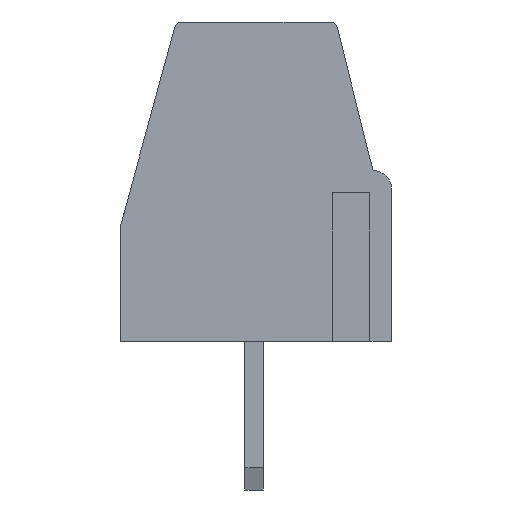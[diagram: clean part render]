
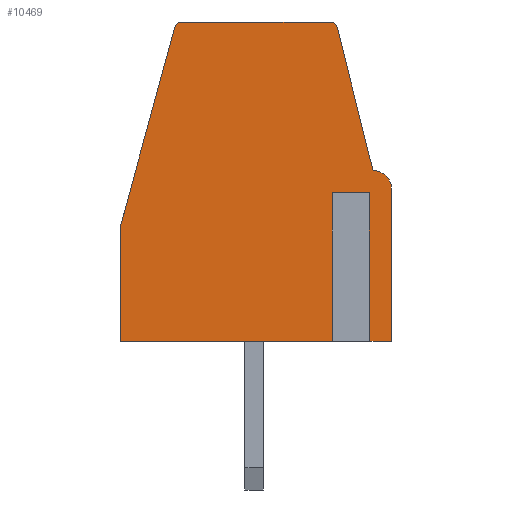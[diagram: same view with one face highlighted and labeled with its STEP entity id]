
A CAD part, front view. The second image highlights one B-rep face of the part: STEP entity #10469.
In plain terms, the highlighted planar face has unit normal (0, -1, 0).
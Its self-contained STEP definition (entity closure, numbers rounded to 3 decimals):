
#486=PLANE('',#11138);
#913=FACE_OUTER_BOUND('',#1491,.T.);
#1491=EDGE_LOOP('',(#7296,#7297,#7298,#7299,#7300,#7301,#7302,#7303,#7304,
#7305,#7306,#7307,#7308));
#2079=LINE('',#14259,#3217);
#2083=LINE('',#14267,#3221);
#2305=LINE('',#15039,#3443);
#2306=LINE('',#15041,#3444);
#2307=LINE('',#15042,#3445);
#2308=LINE('',#15044,#3446);
#2309=LINE('',#15048,#3447);
#2310=LINE('',#15052,#3448);
#2311=LINE('',#15056,#3449);
#2312=LINE('',#15057,#3450);
#3217=VECTOR('',#11821,1.);
#3221=VECTOR('',#11825,1.);
#3443=VECTOR('',#12179,1.);
#3444=VECTOR('',#12180,1.);
#3445=VECTOR('',#12181,1.);
#3446=VECTOR('',#12182,1.);
#3447=VECTOR('',#12185,1.);
#3448=VECTOR('',#12188,1.);
#3449=VECTOR('',#12191,1.);
#3450=VECTOR('',#12192,1.);
#4386=CIRCLE('',#11139,0.5);
#4387=CIRCLE('',#11140,0.2);
#4388=CIRCLE('',#11141,0.2);
#4493=VERTEX_POINT('',#14256);
#4494=VERTEX_POINT('',#14258);
#4497=VERTEX_POINT('',#14264);
#4498=VERTEX_POINT('',#14266);
#4724=VERTEX_POINT('',#15038);
#4725=VERTEX_POINT('',#15040);
#4726=VERTEX_POINT('',#15043);
#4727=VERTEX_POINT('',#15045);
#4728=VERTEX_POINT('',#15047);
#4729=VERTEX_POINT('',#15049);
#4730=VERTEX_POINT('',#15051);
#4731=VERTEX_POINT('',#15053);
#4732=VERTEX_POINT('',#15055);
#5485=EDGE_CURVE('',#4494,#4493,#2079,.T.);
#5489=EDGE_CURVE('',#4498,#4497,#2083,.T.);
#5756=EDGE_CURVE('',#4724,#4497,#2305,.T.);
#5757=EDGE_CURVE('',#4724,#4725,#2306,.T.);
#5758=EDGE_CURVE('',#4725,#4494,#2307,.T.);
#5759=EDGE_CURVE('',#4726,#4493,#2308,.T.);
#5760=EDGE_CURVE('',#4726,#4727,#4386,.T.);
#5761=EDGE_CURVE('',#4728,#4727,#2309,.T.);
#5762=EDGE_CURVE('',#4728,#4729,#4387,.T.);
#5763=EDGE_CURVE('',#4730,#4729,#2310,.T.);
#5764=EDGE_CURVE('',#4730,#4731,#4388,.T.);
#5765=EDGE_CURVE('',#4732,#4731,#2311,.T.);
#5766=EDGE_CURVE('',#4732,#4498,#2312,.T.);
#7296=ORIENTED_EDGE('',*,*,#5756,.F.);
#7297=ORIENTED_EDGE('',*,*,#5757,.T.);
#7298=ORIENTED_EDGE('',*,*,#5758,.T.);
#7299=ORIENTED_EDGE('',*,*,#5485,.T.);
#7300=ORIENTED_EDGE('',*,*,#5759,.F.);
#7301=ORIENTED_EDGE('',*,*,#5760,.T.);
#7302=ORIENTED_EDGE('',*,*,#5761,.F.);
#7303=ORIENTED_EDGE('',*,*,#5762,.T.);
#7304=ORIENTED_EDGE('',*,*,#5763,.F.);
#7305=ORIENTED_EDGE('',*,*,#5764,.T.);
#7306=ORIENTED_EDGE('',*,*,#5765,.F.);
#7307=ORIENTED_EDGE('',*,*,#5766,.T.);
#7308=ORIENTED_EDGE('',*,*,#5489,.T.);
#10469=ADVANCED_FACE('',(#913),#486,.F.);
#11138=AXIS2_PLACEMENT_3D('',#15037,#12177,#12178);
#11139=AXIS2_PLACEMENT_3D('',#15046,#12183,#12184);
#11140=AXIS2_PLACEMENT_3D('',#15050,#12186,#12187);
#11141=AXIS2_PLACEMENT_3D('',#15054,#12189,#12190);
#11821=DIRECTION('',(1.,0.,0.));
#11825=DIRECTION('',(1.,0.,0.));
#12177=DIRECTION('center_axis',(0.,1.,0.));
#12178=DIRECTION('ref_axis',(0.,0.,-1.));
#12179=DIRECTION('',(0.,0.,-1.));
#12180=DIRECTION('',(1.,0.,0.));
#12181=DIRECTION('',(0.,0.,-1.));
#12182=DIRECTION('',(0.,0.,-1.));
#12183=DIRECTION('center_axis',(0.,-1.,0.));
#12184=DIRECTION('ref_axis',(0.,0.,-1.));
#12185=DIRECTION('',(0.243,0.,-0.97));
#12186=DIRECTION('center_axis',(0.,-1.,0.));
#12187=DIRECTION('ref_axis',(0.,0.,-1.));
#12188=DIRECTION('',(1.,0.,0.));
#12189=DIRECTION('center_axis',(0.,-1.,0.));
#12190=DIRECTION('ref_axis',(0.,0.,-1.));
#12191=DIRECTION('',(0.263,0.,0.965));
#12192=DIRECTION('',(0.,0.,-1.));
#14256=CARTESIAN_POINT('',(3.7,-11.43,0.));
#14258=CARTESIAN_POINT('',(2.867,-11.43,0.));
#14259=CARTESIAN_POINT('',(-3.6,-11.43,0.));
#14264=CARTESIAN_POINT('',(2.333,-11.43,0.));
#14266=CARTESIAN_POINT('',(-3.6,-11.43,0.));
#14267=CARTESIAN_POINT('',(-3.6,-11.43,0.));
#15037=CARTESIAN_POINT('Origin',(-3.6,-11.43,8.6));
#15038=CARTESIAN_POINT('',(2.333,-11.43,4.));
#15039=CARTESIAN_POINT('',(2.333,-11.43,4.));
#15040=CARTESIAN_POINT('',(2.867,-11.43,4.));
#15041=CARTESIAN_POINT('',(2.867,-11.43,4.));
#15042=CARTESIAN_POINT('',(2.867,-11.43,4.));
#15043=CARTESIAN_POINT('',(3.7,-11.43,4.1));
#15044=CARTESIAN_POINT('',(3.7,-11.43,8.6));
#15045=CARTESIAN_POINT('',(3.2,-11.43,4.6));
#15046=CARTESIAN_POINT('Origin',(3.2,-11.43,4.1));
#15047=CARTESIAN_POINT('',(2.238,-11.43,8.449));
#15048=CARTESIAN_POINT('',(2.2,-11.43,8.6));
#15049=CARTESIAN_POINT('',(2.044,-11.43,8.6));
#15050=CARTESIAN_POINT('Origin',(2.044,-11.43,8.4));
#15051=CARTESIAN_POINT('',(-1.947,-11.43,8.6));
#15052=CARTESIAN_POINT('',(-3.6,-11.43,8.6));
#15053=CARTESIAN_POINT('',(-2.14,-11.43,8.453));
#15054=CARTESIAN_POINT('Origin',(-1.947,-11.43,8.4));
#15055=CARTESIAN_POINT('',(-3.6,-11.43,3.1));
#15056=CARTESIAN_POINT('',(-2.1,-11.43,8.6));
#15057=CARTESIAN_POINT('',(-3.6,-11.43,8.6));
